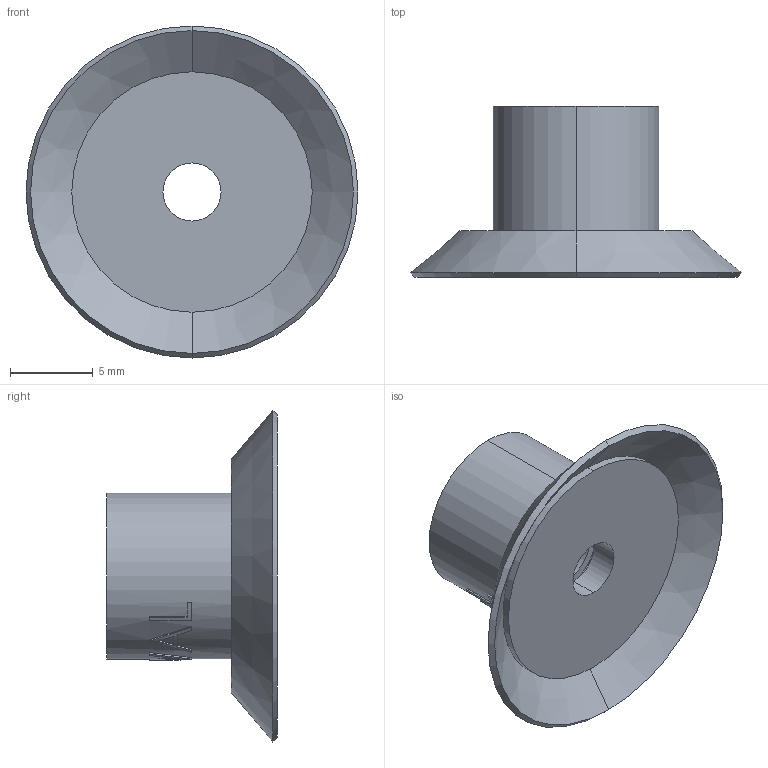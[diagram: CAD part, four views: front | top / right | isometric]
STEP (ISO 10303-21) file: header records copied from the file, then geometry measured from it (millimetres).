
FILE_DESCRIPTION(('STEP AP214'),'1');
FILE_NAME('COVAL_VPA20SIT5.stp','2017-12-27T18:43:12',('TraceParts'),('TraceParts S.A.'),'Spatial InterOp 3D',' ',' ');
FILE_SCHEMA(('automotive_design'));
Length unit declared in the file: millimetre
Products named in the file (1): COVAL_VPA20SIT5
Bounding box: 20 x 10.3 x 20 mm (x, y, z)
Volume: 812.8 mm3; surface area: 1087.1 mm2
Topology: 1 solids, 1 shells, 72 faces, 177 edges, 116 vertices
Faces by surface type: bspline 29, plane 19, cylinder 18, cone 6
Entity records: 6919 total; most frequent: CARTESIAN_POINT 4847, ORIENTED_EDGE 354, DIRECTION 218, EDGE_CURVE 177, VERTEX_POINT 116, B_SPLINE_CURVE_WITH_KNOTS 97, AXIS2_PLACEMENT_3D 94, EDGE_LOOP 83
